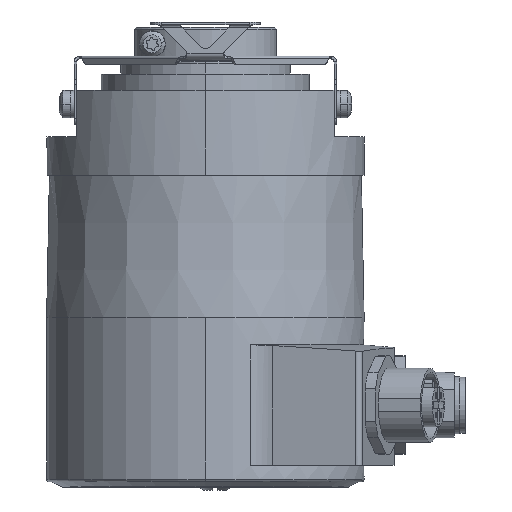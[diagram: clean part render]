
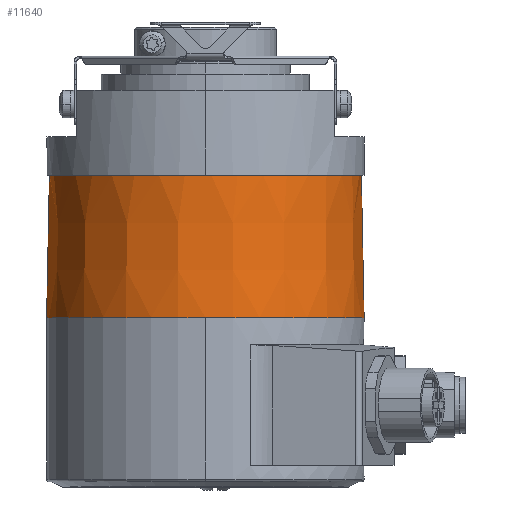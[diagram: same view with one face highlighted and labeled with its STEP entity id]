
A CAD part, left-side view. The second image highlights one B-rep face of the part: STEP entity #11640.
In plain terms, the highlighted conical face has half-angle 1.102 degrees and reference radius 28.75 mm.
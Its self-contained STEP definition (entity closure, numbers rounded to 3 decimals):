
#47=CARTESIAN_POINT('',(0.,0.,10.));
#48=DIRECTION('',(0.,0.,1.));
#49=DIRECTION('',(0.,1.,0.));
#50=AXIS2_PLACEMENT_3D('',#47,#48,#49);
#97=CARTESIAN_POINT('',(0.,0.,10.));
#98=DIRECTION('',(0.,0.,1.));
#99=DIRECTION('',(-0.076,0.997,0.));
#100=AXIS2_PLACEMENT_3D('',#97,#98,#99);
#107=DIRECTION('',(0.,0.019,-1.));
#108=VECTOR('',#107,26.005);
#109=CARTESIAN_POINT('',(0.,28.5,10.));
#110=LINE('',#109,#108);
#111=DIRECTION('',(0.,-0.019,-1.));
#112=VECTOR('',#111,26.005);
#113=CARTESIAN_POINT('',(0.,-28.5,10.));
#114=LINE('',#113,#112);
#125=CARTESIAN_POINT('',(0.,0.,-16.));
#126=DIRECTION('',(0.,0.,1.));
#127=DIRECTION('',(0.,1.,0.));
#128=AXIS2_PLACEMENT_3D('',#125,#126,#127);
#143=CARTESIAN_POINT('',(0.,0.,-16.));
#144=DIRECTION('',(0.,0.,1.));
#145=DIRECTION('',(-1.,0.,0.));
#146=AXIS2_PLACEMENT_3D('',#143,#144,#145);
#10756=CARTESIAN_POINT('',(0.,29.,-16.));
#10757=CARTESIAN_POINT('',(-29.,0.,-16.));
#10758=VERTEX_POINT('',#10756);
#10759=VERTEX_POINT('',#10757);
#10762=CARTESIAN_POINT('',(0.,-29.,-16.));
#10763=VERTEX_POINT('',#10762);
#10764=CARTESIAN_POINT('',(0.,28.5,10.));
#10765=VERTEX_POINT('',#10764);
#10780=CARTESIAN_POINT('',(-2.16,28.418,10.));
#10781=CARTESIAN_POINT('',(0.,-28.5,10.));
#10782=VERTEX_POINT('',#10780);
#10783=VERTEX_POINT('',#10781);
#11623=CARTESIAN_POINT('',(0.,0.,-3.));
#11624=DIRECTION('',(0.,0.,-1.));
#11625=DIRECTION('',(0.,-1.,0.));
#11626=AXIS2_PLACEMENT_3D('',#11623,#11624,#11625);
#11627=CONICAL_SURFACE('',#11626,28.75,1.102);
#11628=ORIENTED_EDGE('',*,*,#11608,.T.);
#11630=ORIENTED_EDGE('',*,*,#11629,.T.);
#11632=ORIENTED_EDGE('',*,*,#11631,.F.);
#11634=ORIENTED_EDGE('',*,*,#11633,.F.);
#11636=ORIENTED_EDGE('',*,*,#11635,.F.);
#11637=ORIENTED_EDGE('',*,*,#11571,.T.);
#11638=EDGE_LOOP('',(#11628,#11630,#11632,#11634,#11636,#11637));
#11639=FACE_OUTER_BOUND('',#11638,.F.);
#51=CIRCLE('',#50,28.5);
#101=CIRCLE('',#100,28.5);
#129=CIRCLE('',#128,29.);
#147=CIRCLE('',#146,29.);
#11571=EDGE_CURVE('',#10765,#10782,#51,.T.);
#11608=EDGE_CURVE('',#10782,#10783,#101,.T.);
#11629=EDGE_CURVE('',#10783,#10763,#114,.T.);
#11631=EDGE_CURVE('',#10759,#10763,#147,.T.);
#11633=EDGE_CURVE('',#10758,#10759,#129,.T.);
#11635=EDGE_CURVE('',#10765,#10758,#110,.T.);
#11640=ADVANCED_FACE('',(#11639),#11627,.T.);
